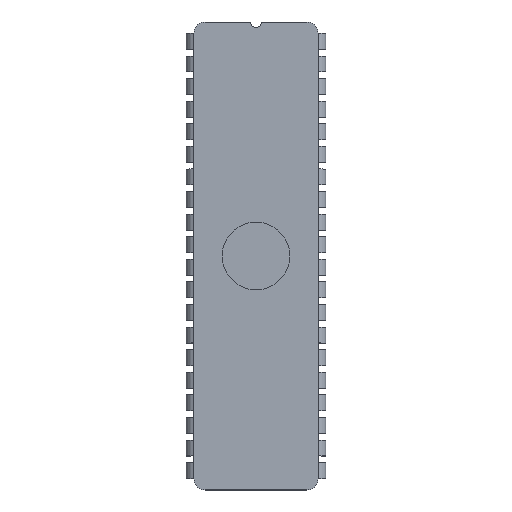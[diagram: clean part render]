
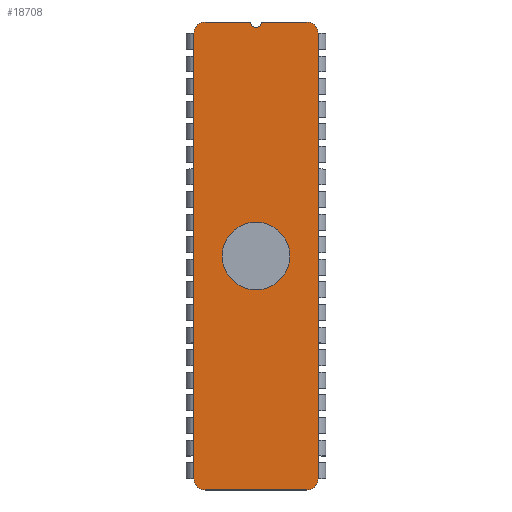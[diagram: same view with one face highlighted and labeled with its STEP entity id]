
A CAD part, top view. The second image highlights one B-rep face of the part: STEP entity #18708.
In plain terms, the highlighted free-form (B-spline) face has degree [1, 1] with [2, 2] control points.
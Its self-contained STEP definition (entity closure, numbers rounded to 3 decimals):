
#18276=CARTESIAN_POINT('',(3.81,0.,5.72));
#18277=VERTEX_POINT('',#18276);
#18286=CARTESIAN_POINT('',(-3.81,0.,5.72));
#18287=VERTEX_POINT('',#18286);
#18288=CARTESIAN_POINT('',(0.,0.,5.72));
#18289=DIRECTION('',(0.0,0.0,-1.0));
#18290=DIRECTION('',(1.0,0.0,0.0));
#18291=AXIS2_PLACEMENT_3D('',#18288,#18289,#18290);
#18292=CIRCLE('',#18291,3.81);
#18293=EDGE_CURVE('',#18287,#18277,#18292,.T.);
#18327=CARTESIAN_POINT('',(0.,0.,5.72));
#18328=DIRECTION('',(0.0,0.0,-1.0));
#18329=DIRECTION('',(1.0,0.0,0.0));
#18330=AXIS2_PLACEMENT_3D('',#18327,#18328,#18329);
#18331=CIRCLE('',#18330,3.81);
#18332=EDGE_CURVE('',#18277,#18287,#18331,.T.);
#18354=CARTESIAN_POINT('',(6.985,-25.03,5.72));
#18355=VERTEX_POINT('',#18354);
#18370=CARTESIAN_POINT('',(6.985,25.03,5.72));
#18371=VERTEX_POINT('',#18370);
#18378=CARTESIAN_POINT('',(6.985,-25.03,5.72));
#18379=DIRECTION('',(0.0,1.0,0.0));
#18380=VECTOR('',#18379,50.06);
#18381=LINE('',#18378,#18380);
#18382=EDGE_CURVE('',#18355,#18371,#18381,.T.);
#18604=CARTESIAN_POINT('',(-6.985,-25.03,5.72));
#18605=VERTEX_POINT('',#18604);
#18612=CARTESIAN_POINT('',(-6.985,25.03,5.72));
#18613=VERTEX_POINT('',#18612);
#18614=CARTESIAN_POINT('',(-6.985,25.03,5.72));
#18615=DIRECTION('',(0.0,-1.0,0.0));
#18616=VECTOR('',#18615,50.06);
#18617=LINE('',#18614,#18616);
#18618=EDGE_CURVE('',#18613,#18605,#18617,.T.);
#18630=CARTESIAN_POINT('',(-6.985,26.3,5.72));
#18631=CARTESIAN_POINT('',(6.985,26.3,5.72));
#18632=CARTESIAN_POINT('',(-6.985,-26.3,5.72));
#18633=CARTESIAN_POINT('',(6.985,-26.3,5.72));
#18634=B_SPLINE_SURFACE_WITH_KNOTS('',1,1,((#18630,#18632),(#18631,#18633)),.UNSPECIFIED.,.F.,.F.,.U.,(2,2),(2,2),(0.0,13.97),(0.0,52.6),.UNSPECIFIED.);
#18635=CARTESIAN_POINT('',(0.635,26.3,5.72));
#18636=VERTEX_POINT('',#18635);
#18637=CARTESIAN_POINT('',(-0.635,26.3,5.72));
#18638=VERTEX_POINT('',#18637);
#18639=CARTESIAN_POINT('',(0.,26.3,5.72));
#18640=DIRECTION('',(0.0,0.0,-1.0));
#18641=DIRECTION('',(0.0,-1.0,0.0));
#18642=AXIS2_PLACEMENT_3D('',#18639,#18640,#18641);
#18643=CIRCLE('',#18642,0.635);
#18644=EDGE_CURVE('',#18636,#18638,#18643,.T.);
#18645=ORIENTED_EDGE('',*,*,#18644,.T.);
#18646=CARTESIAN_POINT('',(-5.715,26.3,5.72));
#18647=VERTEX_POINT('',#18646);
#18648=CARTESIAN_POINT('',(-0.635,26.3,5.72));
#18649=DIRECTION('',(-1.0,0.0,0.0));
#18650=VECTOR('',#18649,5.08);
#18651=LINE('',#18648,#18650);
#18652=EDGE_CURVE('',#18638,#18647,#18651,.T.);
#18653=ORIENTED_EDGE('',*,*,#18652,.T.);
#18654=CARTESIAN_POINT('',(-5.715,25.03,5.72));
#18655=DIRECTION('',(0.0,0.0,-1.0));
#18656=DIRECTION('',(-0.707,0.707,0.0));
#18657=AXIS2_PLACEMENT_3D('',#18654,#18655,#18656);
#18658=CIRCLE('',#18657,1.27);
#18659=EDGE_CURVE('',#18613,#18647,#18658,.T.);
#18660=ORIENTED_EDGE('',*,*,#18659,.F.);
#18661=ORIENTED_EDGE('',*,*,#18618,.T.);
#18662=CARTESIAN_POINT('',(-5.715,-26.3,5.72));
#18663=VERTEX_POINT('',#18662);
#18664=CARTESIAN_POINT('',(-5.715,-25.03,5.72));
#18665=DIRECTION('',(0.0,0.0,-1.0));
#18666=DIRECTION('',(-0.707,-0.707,0.0));
#18667=AXIS2_PLACEMENT_3D('',#18664,#18665,#18666);
#18668=CIRCLE('',#18667,1.27);
#18669=EDGE_CURVE('',#18663,#18605,#18668,.T.);
#18670=ORIENTED_EDGE('',*,*,#18669,.F.);
#18671=CARTESIAN_POINT('',(5.715,-26.3,5.72));
#18672=VERTEX_POINT('',#18671);
#18673=CARTESIAN_POINT('',(5.715,-26.3,5.72));
#18674=DIRECTION('',(-1.0,0.0,0.0));
#18675=VECTOR('',#18674,11.43);
#18676=LINE('',#18673,#18675);
#18677=EDGE_CURVE('',#18672,#18663,#18676,.T.);
#18678=ORIENTED_EDGE('',*,*,#18677,.F.);
#18679=CARTESIAN_POINT('',(5.715,-25.03,5.72));
#18680=DIRECTION('',(0.0,0.0,-1.0));
#18681=DIRECTION('',(0.707,-0.707,0.0));
#18682=AXIS2_PLACEMENT_3D('',#18679,#18680,#18681);
#18683=CIRCLE('',#18682,1.27);
#18684=EDGE_CURVE('',#18355,#18672,#18683,.T.);
#18685=ORIENTED_EDGE('',*,*,#18684,.F.);
#18686=ORIENTED_EDGE('',*,*,#18382,.T.);
#18687=CARTESIAN_POINT('',(5.715,26.3,5.72));
#18688=VERTEX_POINT('',#18687);
#18689=CARTESIAN_POINT('',(5.715,25.03,5.72));
#18690=DIRECTION('',(0.0,0.0,-1.0));
#18691=DIRECTION('',(0.707,0.707,0.0));
#18692=AXIS2_PLACEMENT_3D('',#18689,#18690,#18691);
#18693=CIRCLE('',#18692,1.27);
#18694=EDGE_CURVE('',#18688,#18371,#18693,.T.);
#18695=ORIENTED_EDGE('',*,*,#18694,.F.);
#18696=CARTESIAN_POINT('',(5.715,26.3,5.72));
#18697=DIRECTION('',(-1.0,0.0,0.0));
#18698=VECTOR('',#18697,5.08);
#18699=LINE('',#18696,#18698);
#18700=EDGE_CURVE('',#18688,#18636,#18699,.T.);
#18701=ORIENTED_EDGE('',*,*,#18700,.T.);
#18702=EDGE_LOOP('',(#18645,#18653,#18660,#18661,#18670,#18678,#18685,#18686,#18695,#18701));
#18703=FACE_OUTER_BOUND('',#18702,.T.);
#18704=ORIENTED_EDGE('',*,*,#18332,.T.);
#18705=ORIENTED_EDGE('',*,*,#18293,.T.);
#18706=EDGE_LOOP('',(#18704,#18705));
#18707=FACE_BOUND('',#18706,.T.);
#18708=ADVANCED_FACE('',(#18703,#18707),#18634,.F.);
